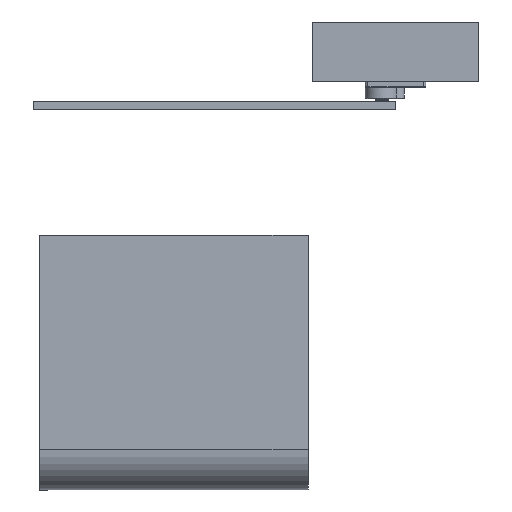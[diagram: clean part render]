
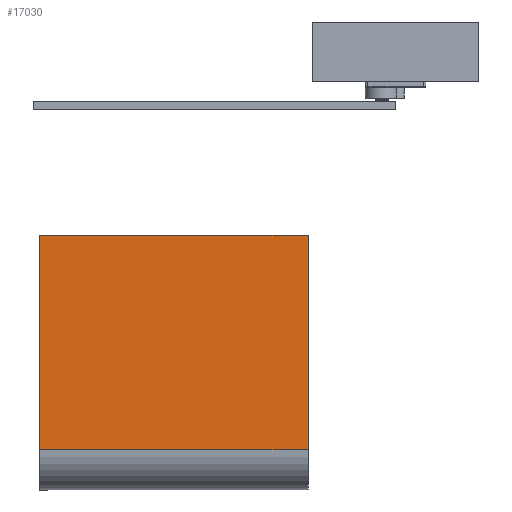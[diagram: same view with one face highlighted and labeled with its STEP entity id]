
A CAD part, front view. The second image highlights one B-rep face of the part: STEP entity #17030.
In plain terms, the highlighted face is planar.
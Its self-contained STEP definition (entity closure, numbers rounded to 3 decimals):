
#1430=PLANE('',#18153);
#2129=FACE_OUTER_BOUND('',#3014,.T.);
#3014=EDGE_LOOP('',(#15464,#15465,#15466,#15467));
#4437=LINE('',#42840,#5960);
#4438=LINE('',#42842,#5961);
#4439=LINE('',#42844,#5962);
#4440=LINE('',#42845,#5963);
#5960=VECTOR('',#21528,10.);
#5961=VECTOR('',#21529,10.);
#5962=VECTOR('',#21530,10.);
#5963=VECTOR('',#21531,10.);
#8336=VERTEX_POINT('',#42838);
#8337=VERTEX_POINT('',#42839);
#8338=VERTEX_POINT('',#42841);
#8339=VERTEX_POINT('',#42843);
#10744=EDGE_CURVE('',#8336,#8337,#4437,.T.);
#10745=EDGE_CURVE('',#8337,#8338,#4438,.T.);
#10746=EDGE_CURVE('',#8339,#8338,#4439,.T.);
#10747=EDGE_CURVE('',#8336,#8339,#4440,.T.);
#15464=ORIENTED_EDGE('',*,*,#10744,.T.);
#15465=ORIENTED_EDGE('',*,*,#10745,.T.);
#15466=ORIENTED_EDGE('',*,*,#10746,.F.);
#15467=ORIENTED_EDGE('',*,*,#10747,.F.);
#17030=ADVANCED_FACE('',(#2129),#1430,.T.);
#18153=AXIS2_PLACEMENT_3D('',#42837,#21526,#21527);
#21526=DIRECTION('center_axis',(0.,0.,1.));
#21527=DIRECTION('ref_axis',(1.,0.,0.));
#21528=DIRECTION('',(1.,0.,0.));
#21529=DIRECTION('',(0.,1.,0.));
#21530=DIRECTION('',(1.,0.,0.));
#21531=DIRECTION('',(0.,1.,0.));
#42837=CARTESIAN_POINT('Origin',(0.,0.,0.));
#42838=CARTESIAN_POINT('',(0.,0.,0.));
#42839=CARTESIAN_POINT('',(80.,0.,0.));
#42840=CARTESIAN_POINT('',(0.,0.,0.));
#42841=CARTESIAN_POINT('',(80.,100.,0.));
#42842=CARTESIAN_POINT('',(80.,0.,0.));
#42843=CARTESIAN_POINT('',(0.,100.,0.));
#42844=CARTESIAN_POINT('',(0.,100.,0.));
#42845=CARTESIAN_POINT('',(0.,0.,0.));
